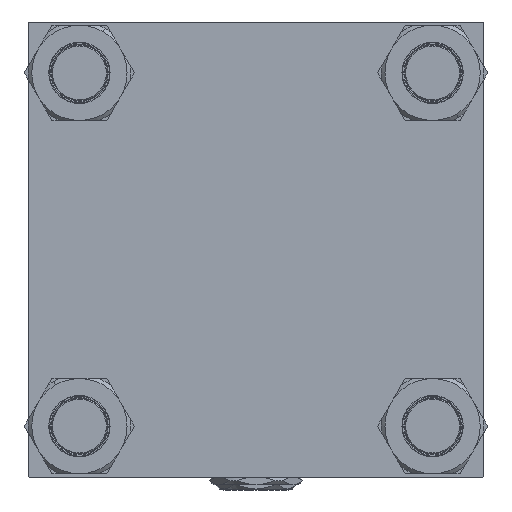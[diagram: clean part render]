
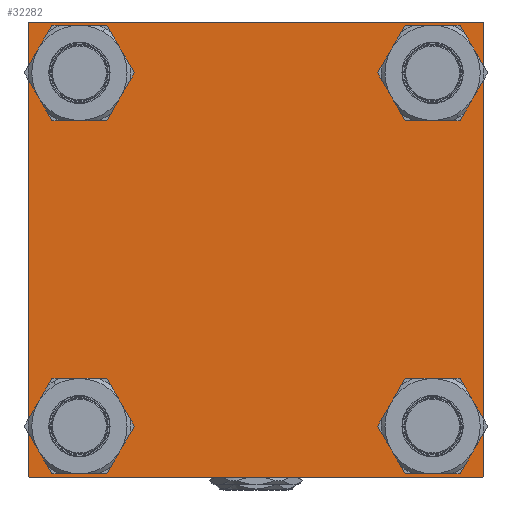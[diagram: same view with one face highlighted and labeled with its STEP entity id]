
A CAD part, left-side view. The second image highlights one B-rep face of the part: STEP entity #32282.
In plain terms, the highlighted planar face has unit normal (-1, 0, 0).
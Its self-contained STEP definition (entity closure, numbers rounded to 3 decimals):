
#118 = CARTESIAN_POINT ( 'NONE',  ( 0., -122.5, 122. ) ) ;
#366 = VERTEX_POINT ( 'NONE', #31467 ) ;
#950 = DIRECTION ( 'NONE',  ( 1., 0., 0. ) ) ;
#972 = AXIS2_PLACEMENT_3D ( 'NONE', #18289, #13503, #10022 ) ;
#1557 = ORIENTED_EDGE ( 'NONE', *, *, #49126, .T. ) ;
#2131 = CARTESIAN_POINT ( 'NONE',  ( 0., 122., -122.5 ) ) ;
#2603 = PLANE ( 'NONE',  #33579 ) ;
#2625 = CARTESIAN_POINT ( 'NONE',  ( 0., 122.25, -122.25 ) ) ;
#2781 = DIRECTION ( 'NONE',  ( 1., 0., 0. ) ) ;
#3297 = LINE ( 'NONE', #19591, #19697 ) ;
#4028 = DIRECTION ( 'NONE',  ( 1., 0., 0. ) ) ;
#4408 = VECTOR ( 'NONE', #11989, 1000. ) ;
#5057 = AXIS2_PLACEMENT_3D ( 'NONE', #39775, #23209, #39514 ) ;
#5303 = FACE_BOUND ( 'NONE', #36428, .T. ) ;
#5307 = AXIS2_PLACEMENT_3D ( 'NONE', #39695, #27674, #7379 ) ;
#5602 = DIRECTION ( 'NONE',  ( 0., -1., 0. ) ) ;
#5744 = ORIENTED_EDGE ( 'NONE', *, *, #8660, .F. ) ;
#6261 = DIRECTION ( 'NONE',  ( 0., 0., 1. ) ) ;
#6298 = CARTESIAN_POINT ( 'NONE',  ( 0., -95.1, -79.6 ) ) ;
#6319 = DIRECTION ( 'NONE',  ( 1., 0., 0. ) ) ;
#6626 = DIRECTION ( 'NONE',  ( 0., -0.707, -0.707 ) ) ;
#7137 = ORIENTED_EDGE ( 'NONE', *, *, #29301, .T. ) ;
#7379 = DIRECTION ( 'NONE',  ( 0., 0., 1. ) ) ;
#7764 = VECTOR ( 'NONE', #15414, 1000. ) ;
#8244 = EDGE_LOOP ( 'NONE', ( #12663, #1557 ) ) ;
#8660 = EDGE_CURVE ( 'NONE', #366, #33637, #33908, .T. ) ;
#9573 = FACE_BOUND ( 'NONE', #8244, .T. ) ;
#10022 = DIRECTION ( 'NONE',  ( 0., 0., 1. ) ) ;
#10420 = DIRECTION ( 'NONE',  ( 0., 0., 1. ) ) ;
#10592 = EDGE_CURVE ( 'NONE', #32853, #30917, #32725, .T. ) ;
#10706 = ORIENTED_EDGE ( 'NONE', *, *, #51549, .T. ) ;
#11003 = EDGE_CURVE ( 'NONE', #39013, #42339, #15164, .T. ) ;
#11503 = DIRECTION ( 'NONE',  ( 0., 0.707, 0.707 ) ) ;
#11958 = VERTEX_POINT ( 'NONE', #27329 ) ;
#11989 = DIRECTION ( 'NONE',  ( 0., -0.707, 0.707 ) ) ;
#12307 = LINE ( 'NONE', #15142, #7764 ) ;
#12663 = ORIENTED_EDGE ( 'NONE', *, *, #22686, .T. ) ;
#12928 = VERTEX_POINT ( 'NONE', #51647 ) ;
#13069 = CARTESIAN_POINT ( 'NONE',  ( 0., -95.1, 110.6 ) ) ;
#13154 = CIRCLE ( 'NONE', #19987, 15.5 ) ;
#13350 = CARTESIAN_POINT ( 'NONE',  ( 0., 122.5, 122.5 ) ) ;
#13503 = DIRECTION ( 'NONE',  ( 1., 0., 0. ) ) ;
#14191 = VECTOR ( 'NONE', #5602, 1000. ) ;
#14558 = CARTESIAN_POINT ( 'NONE',  ( 0., -122., 122.5 ) ) ;
#14696 = CARTESIAN_POINT ( 'NONE',  ( 0., -122.25, 122.25 ) ) ;
#14768 = DIRECTION ( 'NONE',  ( 0., 0., -1. ) ) ;
#14876 = DIRECTION ( 'NONE',  ( 0., 0., 1. ) ) ;
#15034 = ORIENTED_EDGE ( 'NONE', *, *, #24551, .T. ) ;
#15142 = CARTESIAN_POINT ( 'NONE',  ( 0., 122.25, 122.25 ) ) ;
#15164 = LINE ( 'NONE', #2625, #42444 ) ;
#15414 = DIRECTION ( 'NONE',  ( 0., 0.707, -0.707 ) ) ;
#15635 = CARTESIAN_POINT ( 'NONE',  ( 0., -122.5, 122.5 ) ) ;
#16110 = CARTESIAN_POINT ( 'NONE',  ( 0., 95.1, -79.6 ) ) ;
#16451 = DIRECTION ( 'NONE',  ( 0., 0., 1. ) ) ;
#16598 = CARTESIAN_POINT ( 'NONE',  ( 0., -95.1, -110.6 ) ) ;
#16720 = VERTEX_POINT ( 'NONE', #30599 ) ;
#16776 = EDGE_CURVE ( 'NONE', #42339, #36895, #30333, .T. ) ;
#17052 = FACE_BOUND ( 'NONE', #49044, .T. ) ;
#17393 = EDGE_CURVE ( 'NONE', #32853, #33637, #19786, .T. ) ;
#18242 = CARTESIAN_POINT ( 'NONE',  ( 0., 95.1, -110.6 ) ) ;
#18289 = CARTESIAN_POINT ( 'NONE',  ( 0., -95.1, 95.1 ) ) ;
#18420 = CARTESIAN_POINT ( 'NONE',  ( 0., 95.1, 95.1 ) ) ;
#18532 = VERTEX_POINT ( 'NONE', #33058 ) ;
#19591 = CARTESIAN_POINT ( 'NONE',  ( 0., 122.5, 122.5 ) ) ;
#19697 = VECTOR ( 'NONE', #14768, 1000. ) ;
#19786 = LINE ( 'NONE', #14696, #41683 ) ;
#19987 = AXIS2_PLACEMENT_3D ( 'NONE', #18420, #30192, #10420 ) ;
#20153 = ORIENTED_EDGE ( 'NONE', *, *, #24792, .T. ) ;
#20634 = CIRCLE ( 'NONE', #5307, 15.5 ) ;
#21587 = FACE_BOUND ( 'NONE', #31074, .T. ) ;
#21638 = EDGE_CURVE ( 'NONE', #12928, #39013, #3297, .T. ) ;
#21742 = EDGE_CURVE ( 'NONE', #11958, #18532, #45275, .T. ) ;
#22686 = EDGE_CURVE ( 'NONE', #34363, #16720, #48745, .T. ) ;
#22888 = CARTESIAN_POINT ( 'NONE',  ( 0., 0., 0. ) ) ;
#23136 = ORIENTED_EDGE ( 'NONE', *, *, #33254, .T. ) ;
#23209 = DIRECTION ( 'NONE',  ( 1., 0., 0. ) ) ;
#23452 = CARTESIAN_POINT ( 'NONE',  ( 0., -122.25, -122.25 ) ) ;
#24034 = ORIENTED_EDGE ( 'NONE', *, *, #21638, .T. ) ;
#24097 = CIRCLE ( 'NONE', #39428, 15.5 ) ;
#24290 = EDGE_CURVE ( 'NONE', #36895, #30917, #40299, .T. ) ;
#24551 = EDGE_CURVE ( 'NONE', #27250, #27680, #52224, .T. ) ;
#24683 = CIRCLE ( 'NONE', #5057, 15.5 ) ;
#24709 = EDGE_CURVE ( 'NONE', #52251, #36357, #20634, .T. ) ;
#24792 = EDGE_CURVE ( 'NONE', #27680, #27250, #26605, .T. ) ;
#26605 = CIRCLE ( 'NONE', #51362, 15.5 ) ;
#27250 = VERTEX_POINT ( 'NONE', #16598 ) ;
#27329 = CARTESIAN_POINT ( 'NONE',  ( 0., 95.1, 110.6 ) ) ;
#27674 = DIRECTION ( 'NONE',  ( 1., 0., 0. ) ) ;
#27680 = VERTEX_POINT ( 'NONE', #6298 ) ;
#28022 = ORIENTED_EDGE ( 'NONE', *, *, #24709, .T. ) ;
#28066 = DIRECTION ( 'NONE',  ( 0., 0., 1. ) ) ;
#29301 = EDGE_CURVE ( 'NONE', #36357, #52251, #24097, .T. ) ;
#30192 = DIRECTION ( 'NONE',  ( 1., 0., 0. ) ) ;
#30333 = LINE ( 'NONE', #38872, #34010 ) ;
#30599 = CARTESIAN_POINT ( 'NONE',  ( 0., -95.1, 79.6 ) ) ;
#30649 = DIRECTION ( 'NONE',  ( -1., 0., 0. ) ) ;
#30917 = VERTEX_POINT ( 'NONE', #32879 ) ;
#31074 = EDGE_LOOP ( 'NONE', ( #47793, #23136 ) ) ;
#31467 = CARTESIAN_POINT ( 'NONE',  ( 0., 122., 122.5 ) ) ;
#32282 = ADVANCED_FACE ( 'NONE', ( #9573, #5303, #17052, #21587, #37868 ), #2603, .T. ) ;
#32725 = LINE ( 'NONE', #15635, #49247 ) ;
#32853 = VERTEX_POINT ( 'NONE', #118 ) ;
#32879 = CARTESIAN_POINT ( 'NONE',  ( 0., -122.5, -122. ) ) ;
#33058 = CARTESIAN_POINT ( 'NONE',  ( 0., 95.1, 79.6 ) ) ;
#33254 = EDGE_CURVE ( 'NONE', #18532, #11958, #13154, .T. ) ;
#33579 = AXIS2_PLACEMENT_3D ( 'NONE', #22888, #30649, #14876 ) ;
#33637 = VERTEX_POINT ( 'NONE', #14558 ) ;
#33908 = LINE ( 'NONE', #13350, #14191 ) ;
#34010 = VECTOR ( 'NONE', #46108, 1000. ) ;
#34363 = VERTEX_POINT ( 'NONE', #13069 ) ;
#36357 = VERTEX_POINT ( 'NONE', #16110 ) ;
#36428 = EDGE_LOOP ( 'NONE', ( #20153, #15034 ) ) ;
#36638 = ORIENTED_EDGE ( 'NONE', *, *, #10592, .F. ) ;
#36725 = AXIS2_PLACEMENT_3D ( 'NONE', #51134, #2781, #6261 ) ;
#36895 = VERTEX_POINT ( 'NONE', #48572 ) ;
#37178 = ORIENTED_EDGE ( 'NONE', *, *, #24290, .T. ) ;
#37868 = FACE_OUTER_BOUND ( 'NONE', #52532, .T. ) ;
#38640 = CARTESIAN_POINT ( 'NONE',  ( 0., -95.1, -95.1 ) ) ;
#38794 = ORIENTED_EDGE ( 'NONE', *, *, #17393, .T. ) ;
#38872 = CARTESIAN_POINT ( 'NONE',  ( 0., 122.5, -122.5 ) ) ;
#39013 = VERTEX_POINT ( 'NONE', #39472 ) ;
#39233 = ORIENTED_EDGE ( 'NONE', *, *, #16776, .T. ) ;
#39428 = AXIS2_PLACEMENT_3D ( 'NONE', #48362, #4028, #28066 ) ;
#39472 = CARTESIAN_POINT ( 'NONE',  ( 0., 122.5, -122. ) ) ;
#39514 = DIRECTION ( 'NONE',  ( 0., 0., 1. ) ) ;
#39695 = CARTESIAN_POINT ( 'NONE',  ( 0., 95.1, -95.1 ) ) ;
#39775 = CARTESIAN_POINT ( 'NONE',  ( 0., -95.1, 95.1 ) ) ;
#40299 = LINE ( 'NONE', #23452, #4408 ) ;
#41683 = VECTOR ( 'NONE', #11503, 1000. ) ;
#42339 = VERTEX_POINT ( 'NONE', #2131 ) ;
#42444 = VECTOR ( 'NONE', #6626, 1000. ) ;
#45275 = CIRCLE ( 'NONE', #36725, 15.5 ) ;
#45382 = AXIS2_PLACEMENT_3D ( 'NONE', #38640, #6319, #46917 ) ;
#46071 = CARTESIAN_POINT ( 'NONE',  ( 0., -95.1, -95.1 ) ) ;
#46108 = DIRECTION ( 'NONE',  ( 0., -1., 0. ) ) ;
#46917 = DIRECTION ( 'NONE',  ( 0., 0., 1. ) ) ;
#47793 = ORIENTED_EDGE ( 'NONE', *, *, #21742, .T. ) ;
#48362 = CARTESIAN_POINT ( 'NONE',  ( 0., 95.1, -95.1 ) ) ;
#48572 = CARTESIAN_POINT ( 'NONE',  ( 0., -122., -122.5 ) ) ;
#48745 = CIRCLE ( 'NONE', #972, 15.5 ) ;
#49016 = DIRECTION ( 'NONE',  ( 0., 0., -1. ) ) ;
#49044 = EDGE_LOOP ( 'NONE', ( #7137, #28022 ) ) ;
#49126 = EDGE_CURVE ( 'NONE', #16720, #34363, #24683, .T. ) ;
#49247 = VECTOR ( 'NONE', #49016, 1000. ) ;
#50268 = ORIENTED_EDGE ( 'NONE', *, *, #11003, .T. ) ;
#51134 = CARTESIAN_POINT ( 'NONE',  ( 0., 95.1, 95.1 ) ) ;
#51362 = AXIS2_PLACEMENT_3D ( 'NONE', #46071, #950, #16451 ) ;
#51549 = EDGE_CURVE ( 'NONE', #366, #12928, #12307, .T. ) ;
#51647 = CARTESIAN_POINT ( 'NONE',  ( 0., 122.5, 122. ) ) ;
#52224 = CIRCLE ( 'NONE', #45382, 15.5 ) ;
#52251 = VERTEX_POINT ( 'NONE', #18242 ) ;
#52532 = EDGE_LOOP ( 'NONE', ( #24034, #50268, #39233, #37178, #36638, #38794, #5744, #10706 ) ) ;
